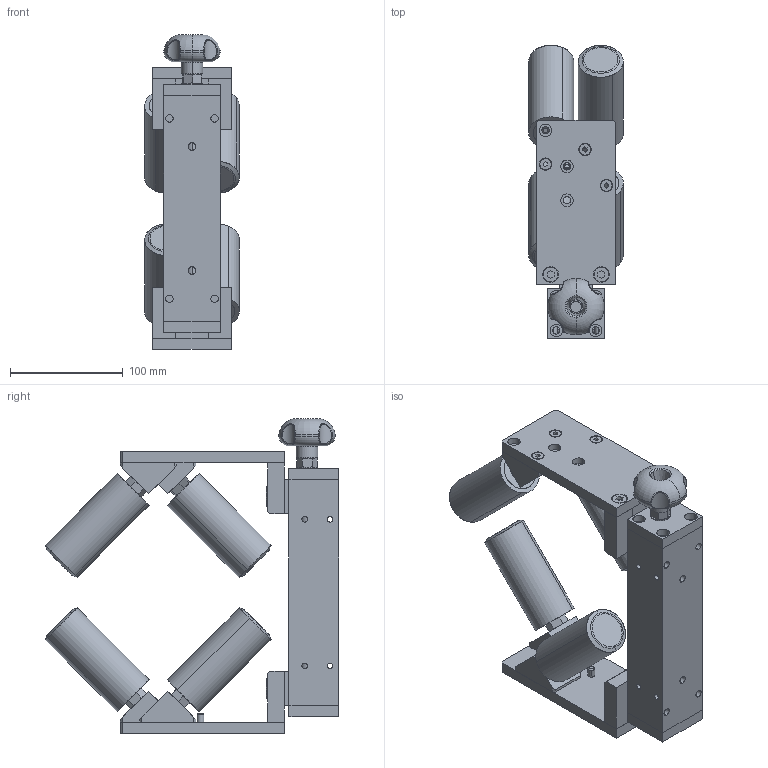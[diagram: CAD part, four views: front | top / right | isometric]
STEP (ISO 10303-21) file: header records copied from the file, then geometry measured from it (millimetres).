
FILE_DESCRIPTION (( 'STEP AP214' ), '1' );
FILE_NAME ('190829 STEP 5947A.STEP', '2019-08-29T08:10:23', ( '' ), ( '' ), 'SwSTEP 2.0', 'SolidWorks 2019', '' );
FILE_SCHEMA (( 'AUTOMOTIVE_DESIGN' ));
Length unit declared in the file: millimetre
Products named in the file (1): 190829 STEP 5947A
Bounding box: 84 x 260.07 x 279.39 mm (x, y, z)
Surface area: 229839.3 mm2 (no closed solid volume)
Topology: 0 solids, 51 shells, 460 faces, 1307 edges, 917 vertices
Faces by surface type: plane 247, cylinder 169, cone 24, torus 12, bspline 8
Entity records: 22018 total; most frequent: CARTESIAN_POINT 4856, DIRECTION 2586, ORIENTED_EDGE 2165, EDGE_CURVE 1307, VERTEX_POINT 917, AXIS2_PLACEMENT_3D 905, VECTOR 776, LINE 776
